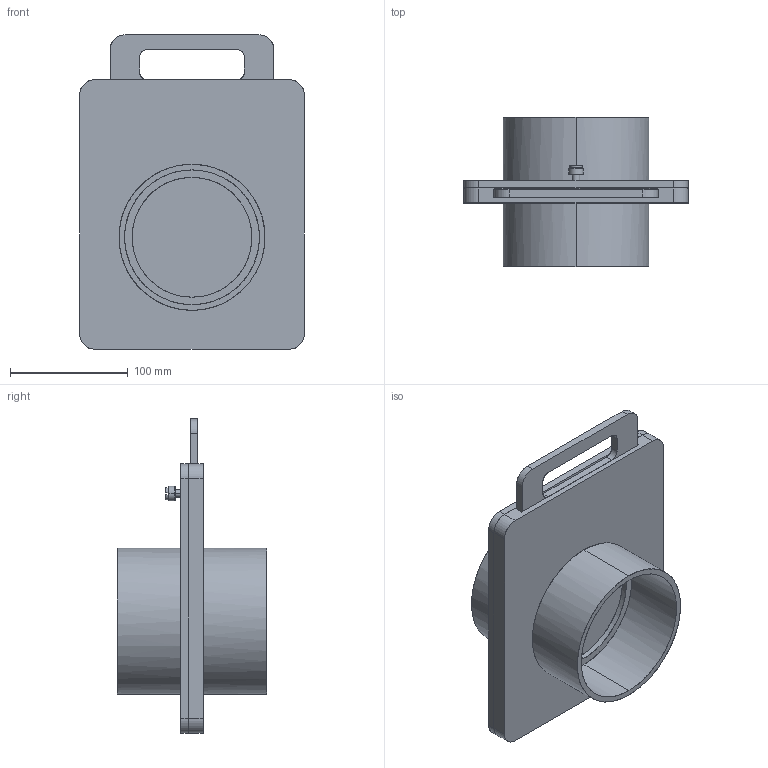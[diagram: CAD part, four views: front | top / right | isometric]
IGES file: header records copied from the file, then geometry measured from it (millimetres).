
Start section: SolidWorks IGES file using NURBS representation for surfaces
Global section: file name: PVCB04.IGS; native system: SolidWorks 2022; preprocessor: SolidWorks 2022; author: Cullen; date: 230220.112543; units: inch
Bounding box: 190.5 x 127 x 266.7 mm (x, y, z)
Surface area: 316360.1 mm2 (no closed solid volume)
Topology: 0 solids, 0 shells, 352 faces, 5951 edges, 6804 vertices
Faces by surface type: bspline 352
